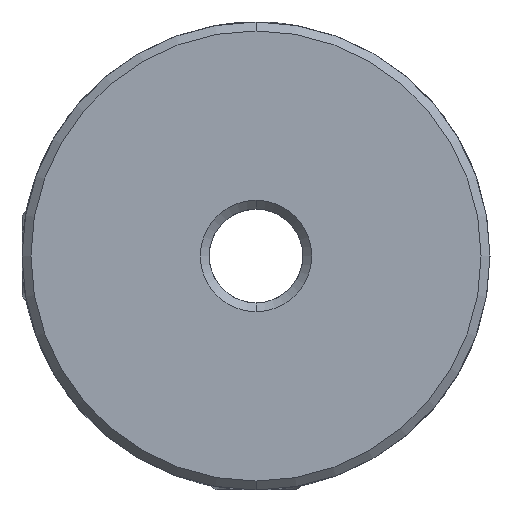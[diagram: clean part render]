
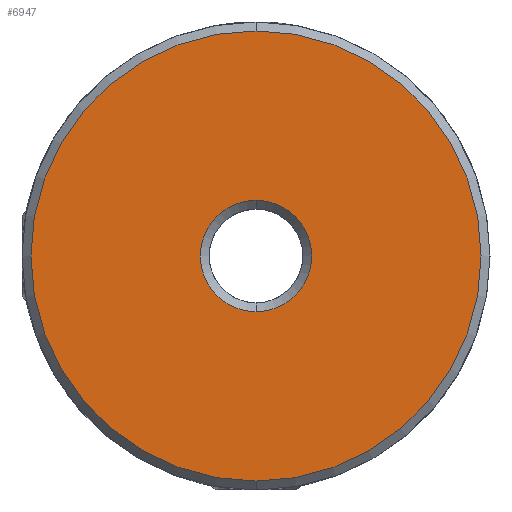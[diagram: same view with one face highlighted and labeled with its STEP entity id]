
A CAD part, left-side view. The second image highlights one B-rep face of the part: STEP entity #6947.
In plain terms, the highlighted planar face has unit normal (-1, 0, 0).
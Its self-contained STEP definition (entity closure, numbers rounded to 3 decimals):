
#90 = CARTESIAN_POINT ( 'NONE',  ( -15., 0., 0. ) ) ;
#92 = DIRECTION ( 'NONE',  ( 1., 0., 0. ) ) ;
#93 = DIRECTION ( 'NONE',  ( 0., 0., -1. ) ) ;
#298 = CARTESIAN_POINT ( 'NONE',  ( -15., 0., 0. ) ) ;
#309 = CARTESIAN_POINT ( 'NONE',  ( -15., 0., 0. ) ) ;
#310 = DIRECTION ( 'NONE',  ( 1., 0., 0. ) ) ;
#311 = DIRECTION ( 'NONE',  ( 0., 0., -1. ) ) ;
#313 = DIRECTION ( 'NONE',  ( -1., 0., 0. ) ) ;
#314 = DIRECTION ( 'NONE',  ( 0., 0., -1. ) ) ;
#349 = AXIS2_PLACEMENT_3D ( 'NONE', #90, #92, #93 ) ;
#377 = AXIS2_PLACEMENT_3D ( 'NONE', #309, #310, #311 ) ;
#382 = AXIS2_PLACEMENT_3D ( 'NONE', #298, #313, #314 ) ;
#484 = AXIS2_PLACEMENT_3D ( 'NONE', #2209, #2212, #2213 ) ;
#1067 = FACE_OUTER_BOUND ( 'NONE', #6034, .T. ) ;
#1074 = FACE_BOUND ( 'NONE', #6035, .T. ) ;
#2209 = CARTESIAN_POINT ( 'NONE',  ( -15., 0., 0. ) ) ;
#2210 = PLANE ( 'NONE',  #484 ) ;
#2212 = DIRECTION ( 'NONE',  ( -1., 0., 0. ) ) ;
#2213 = DIRECTION ( 'NONE',  ( 0., 0., -1. ) ) ;
#5507 = VERTEX_POINT ( 'NONE', #10265 ) ;
#5508 = VERTEX_POINT ( 'NONE', #10266 ) ;
#5509 = VERTEX_POINT ( 'NONE', #10267 ) ;
#5510 = VERTEX_POINT ( 'NONE', #10268 ) ;
#5863 = EDGE_CURVE ( 'NONE', #5507, #5508, #9471, .T. ) ;
#5891 = EDGE_CURVE ( 'NONE', #5509, #5510, #9509, .T. ) ;
#5952 = EDGE_CURVE ( 'NONE', #5510, #5509, #9568, .T. ) ;
#5953 = EDGE_CURVE ( 'NONE', #5508, #5507, #9570, .T. ) ;
#6034 = EDGE_LOOP ( 'NONE', ( #6832, #6833 ) ) ;
#6035 = EDGE_LOOP ( 'NONE', ( #6834, #6835 ) ) ;
#6832 = ORIENTED_EDGE ( 'NONE', *, *, #5891, .F. ) ;
#6833 = ORIENTED_EDGE ( 'NONE', *, *, #5952, .F. ) ;
#6834 = ORIENTED_EDGE ( 'NONE', *, *, #5953, .F. ) ;
#6835 = ORIENTED_EDGE ( 'NONE', *, *, #5863, .F. ) ;
#6947 = ADVANCED_FACE ( 'NONE', ( #1067, #1074 ), #2210, .T. ) ;
#9028 = AXIS2_PLACEMENT_3D ( 'NONE', #10943, #10944, #10945 ) ;
#9471 = CIRCLE ( 'NONE', #9028, 2.381 ) ;
#9509 = CIRCLE ( 'NONE', #349, 9.619 ) ;
#9568 = CIRCLE ( 'NONE', #377, 9.619 ) ;
#9570 = CIRCLE ( 'NONE', #382, 2.381 ) ;
#10265 = CARTESIAN_POINT ( 'NONE',  ( -15., 0., 2.381 ) ) ;
#10266 = CARTESIAN_POINT ( 'NONE',  ( -15., 0., -2.381 ) ) ;
#10267 = CARTESIAN_POINT ( 'NONE',  ( -15., 0., 9.619 ) ) ;
#10268 = CARTESIAN_POINT ( 'NONE',  ( -15., 0., -9.619 ) ) ;
#10943 = CARTESIAN_POINT ( 'NONE',  ( -15., 0., 0. ) ) ;
#10944 = DIRECTION ( 'NONE',  ( -1., 0., 0. ) ) ;
#10945 = DIRECTION ( 'NONE',  ( 0., 0., -1. ) ) ;
